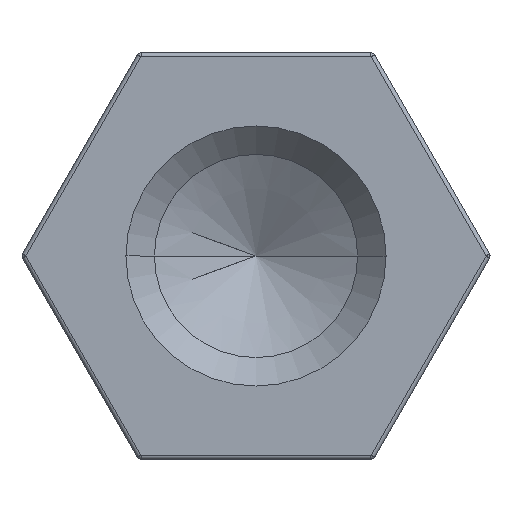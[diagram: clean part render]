
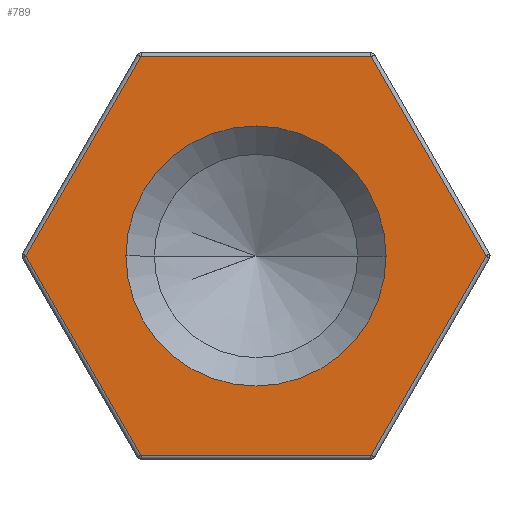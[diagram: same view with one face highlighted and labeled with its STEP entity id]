
A CAD part, left-side view. The second image highlights one B-rep face of the part: STEP entity #789.
In plain terms, the highlighted planar face has unit normal (-1, 0, 0).
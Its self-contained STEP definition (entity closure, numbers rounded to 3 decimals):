
#13 = AXIS2_PLACEMENT_3D ( 'NONE', #1392, #741, #1343 ) ;
#78 = FACE_OUTER_BOUND ( 'NONE', #1138, .T. ) ;
#86 = FACE_BOUND ( 'NONE', #867, .T. ) ;
#95 = AXIS2_PLACEMENT_3D ( 'NONE', #285, #279, #274 ) ;
#112 = EDGE_CURVE ( 'NONE', #938, #1023, #623, .T. ) ;
#165 = DIRECTION ( 'NONE',  ( 0., 1., 0. ) ) ;
#185 = CARTESIAN_POINT ( 'NONE',  ( 0., 0., 4.9 ) ) ;
#187 = EDGE_CURVE ( 'NONE', #1137, #772, #539, .T. ) ;
#225 = EDGE_CURVE ( 'NONE', #1223, #1061, #480, .T. ) ;
#274 = DIRECTION ( 'NONE',  ( 0., 1., 0. ) ) ;
#279 = DIRECTION ( 'NONE',  ( 1., 0., 0. ) ) ;
#285 = CARTESIAN_POINT ( 'NONE',  ( 0., 0., 0. ) ) ;
#287 = CIRCLE ( 'NONE', #13, 3.2 ) ;
#313 = VECTOR ( 'NONE', #1224, 1000. ) ;
#323 = LINE ( 'NONE', #496, #313 ) ;
#335 = EDGE_CURVE ( 'NONE', #1061, #854, #383, .T. ) ;
#339 = EDGE_CURVE ( 'NONE', #854, #1034, #379, .T. ) ;
#347 = CARTESIAN_POINT ( 'NONE',  ( 0., 4.244, -2.45 ) ) ;
#351 = VECTOR ( 'NONE', #627, 1000. ) ;
#353 = EDGE_CURVE ( 'NONE', #772, #1223, #359, .T. ) ;
#357 = DIRECTION ( 'NONE',  ( 0., -0.5, -0.866 ) ) ;
#359 = LINE ( 'NONE', #600, #351 ) ;
#362 = VECTOR ( 'NONE', #872, 1000. ) ;
#376 = VECTOR ( 'NONE', #501, 1000. ) ;
#379 = LINE ( 'NONE', #1244, #362 ) ;
#381 = EDGE_CURVE ( 'NONE', #1034, #1137, #323, .T. ) ;
#383 = LINE ( 'NONE', #733, #376 ) ;
#394 = EDGE_CURVE ( 'NONE', #1023, #938, #287, .T. ) ;
#480 = LINE ( 'NONE', #347, #499 ) ;
#496 = CARTESIAN_POINT ( 'NONE',  ( 0., -4.244, 2.45 ) ) ;
#499 = VECTOR ( 'NONE', #357, 1000. ) ;
#501 = DIRECTION ( 'NONE',  ( 0., -1., 0. ) ) ;
#527 = VECTOR ( 'NONE', #165, 1000. ) ;
#539 = LINE ( 'NONE', #185, #527 ) ;
#600 = CARTESIAN_POINT ( 'NONE',  ( 0., 4.244, 2.45 ) ) ;
#623 = CIRCLE ( 'NONE', #95, 3.2 ) ;
#627 = DIRECTION ( 'NONE',  ( 0., 0.5, -0.866 ) ) ;
#733 = CARTESIAN_POINT ( 'NONE',  ( 0., 0., -4.9 ) ) ;
#741 = DIRECTION ( 'NONE',  ( 1., 0., 0. ) ) ;
#751 = ORIENTED_EDGE ( 'NONE', *, *, #394, .T. ) ;
#761 = CARTESIAN_POINT ( 'NONE',  ( 0., 5.658, 0. ) ) ;
#772 = VERTEX_POINT ( 'NONE', #1309 ) ;
#787 = ORIENTED_EDGE ( 'NONE', *, *, #225, .T. ) ;
#789 = ADVANCED_FACE ( 'NONE', ( #78, #86 ), #1030, .F. ) ;
#834 = ORIENTED_EDGE ( 'NONE', *, *, #381, .T. ) ;
#841 = CARTESIAN_POINT ( 'NONE',  ( 0., -2.829, 4.9 ) ) ;
#854 = VERTEX_POINT ( 'NONE', #1095 ) ;
#867 = EDGE_LOOP ( 'NONE', ( #751, #931 ) ) ;
#872 = DIRECTION ( 'NONE',  ( 0., -0.5, 0.866 ) ) ;
#896 = CARTESIAN_POINT ( 'NONE',  ( 0., 2.829, -4.9 ) ) ;
#931 = ORIENTED_EDGE ( 'NONE', *, *, #112, .T. ) ;
#938 = VERTEX_POINT ( 'NONE', #957 ) ;
#945 = CARTESIAN_POINT ( 'NONE',  ( 0., 3.2, 0. ) ) ;
#947 = CARTESIAN_POINT ( 'NONE',  ( 0., -5.658, 0. ) ) ;
#957 = CARTESIAN_POINT ( 'NONE',  ( 0., -3.2, 0. ) ) ;
#995 = ORIENTED_EDGE ( 'NONE', *, *, #335, .T. ) ;
#1023 = VERTEX_POINT ( 'NONE', #945 ) ;
#1030 = PLANE ( 'NONE',  #1382 ) ;
#1034 = VERTEX_POINT ( 'NONE', #947 ) ;
#1035 = CARTESIAN_POINT ( 'NONE',  ( 0., 0., 0. ) ) ;
#1036 = DIRECTION ( 'NONE',  ( 0., 1., 0. ) ) ;
#1055 = ORIENTED_EDGE ( 'NONE', *, *, #187, .T. ) ;
#1061 = VERTEX_POINT ( 'NONE', #896 ) ;
#1095 = CARTESIAN_POINT ( 'NONE',  ( 0., -2.829, -4.9 ) ) ;
#1137 = VERTEX_POINT ( 'NONE', #841 ) ;
#1138 = EDGE_LOOP ( 'NONE', ( #834, #1055, #1243, #787, #995, #1197 ) ) ;
#1197 = ORIENTED_EDGE ( 'NONE', *, *, #339, .T. ) ;
#1223 = VERTEX_POINT ( 'NONE', #761 ) ;
#1224 = DIRECTION ( 'NONE',  ( 0., 0.5, 0.866 ) ) ;
#1243 = ORIENTED_EDGE ( 'NONE', *, *, #353, .T. ) ;
#1244 = CARTESIAN_POINT ( 'NONE',  ( 0., -4.244, -2.45 ) ) ;
#1309 = CARTESIAN_POINT ( 'NONE',  ( 0., 2.829, 4.9 ) ) ;
#1332 = DIRECTION ( 'NONE',  ( 1., 0., 0. ) ) ;
#1343 = DIRECTION ( 'NONE',  ( 0., 1., 0. ) ) ;
#1382 = AXIS2_PLACEMENT_3D ( 'NONE', #1035, #1332, #1036 ) ;
#1392 = CARTESIAN_POINT ( 'NONE',  ( 0., 0., 0. ) ) ;
